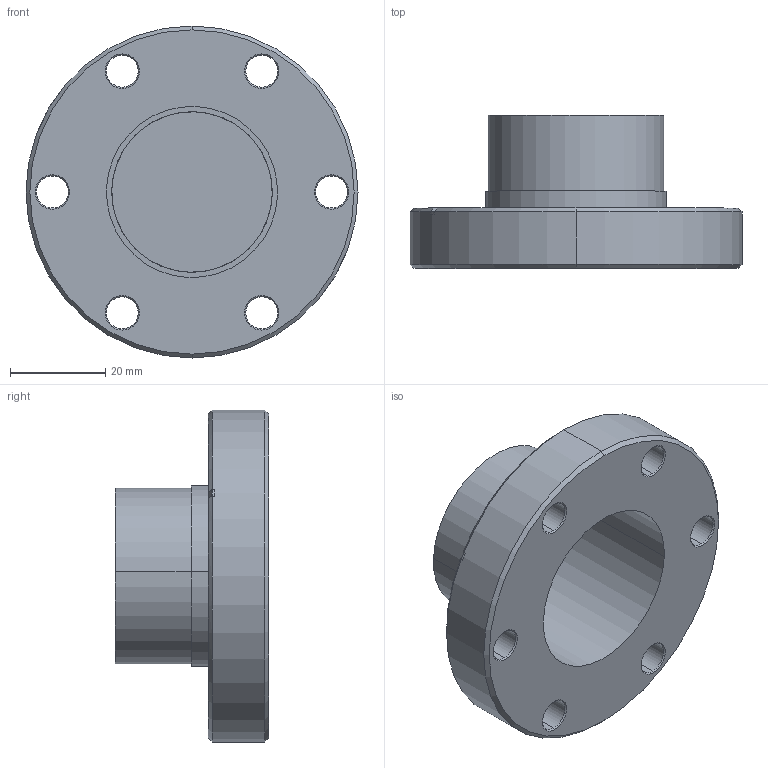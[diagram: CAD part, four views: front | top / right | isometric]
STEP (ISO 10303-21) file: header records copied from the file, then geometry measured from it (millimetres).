
FILE_DESCRIPTION (( 'STEP AP203' ), '1' );
FILE_NAME ('A19422-1-CF.STEP', '2019-06-10T17:14:37', ( '' ), ( '' ), 'SwSTEP 2.0', 'SolidWorks 2019', '' );
FILE_SCHEMA (( 'CONFIG_CONTROL_DESIGN' ));
Length unit declared in the file: inch
Products named in the file (1): A19422-1-CF
Bounding box: 69.85 x 32.21 x 69.85 mm (x, y, z)
Volume: 36630.9 mm3; surface area: 18197.9 mm2
Topology: 2 solids, 2 shells, 75 faces, 172 edges, 104 vertices
Faces by surface type: cone 30, cylinder 28, plane 17
Entity records: 2231 total; most frequent: DIRECTION 408, CARTESIAN_POINT 370, ORIENTED_EDGE 344, EDGE_CURVE 172, AXIS2_PLACEMENT_3D 166, VERTEX_POINT 104, EDGE_LOOP 92, CIRCLE 90
